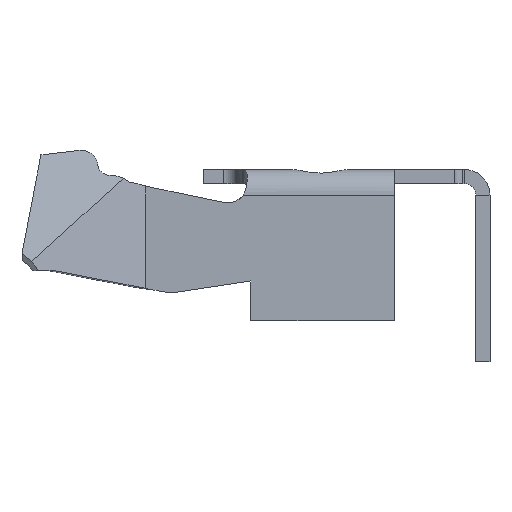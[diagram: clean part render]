
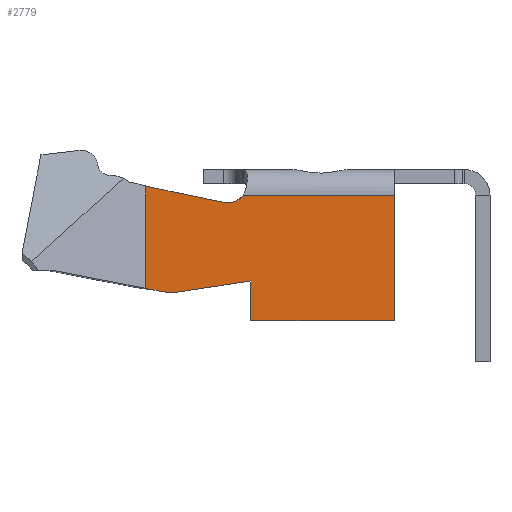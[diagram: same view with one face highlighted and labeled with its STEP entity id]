
A CAD part, front view. The second image highlights one B-rep face of the part: STEP entity #2779.
In plain terms, the highlighted planar face has unit normal (0, -1, 0).
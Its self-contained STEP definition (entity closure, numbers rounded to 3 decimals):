
#2686=AXIS2_PLACEMENT_3D('Plane Axis2P3D',#2683,#2684,#2685) ;
#2191=CARTESIAN_POINT('Vertex',(7.744,1.801,5.827)) ;
#2194=CARTESIAN_POINT('Line Origine',(11.611,1.801,5.827)) ;
#2198=CARTESIAN_POINT('Vertex',(13.038,1.801,5.827)) ;
#2683=CARTESIAN_POINT('Axis2P3D Location',(10.438,1.801,8.214)) ;
#2689=CARTESIAN_POINT('Control Point',(7.052,1.801,5.575)) ;
#2690=CARTESIAN_POINT('Control Point',(4.548,1.801,6.099)) ;
#2691=CARTESIAN_POINT('Vertex',(7.052,1.801,5.575)) ;
#2693=CARTESIAN_POINT('Vertex',(4.548,1.801,6.099)) ;
#2697=CARTESIAN_POINT('Control Point',(4.548,1.801,6.099)) ;
#2698=CARTESIAN_POINT('Control Point',(4.477,1.801,6.117)) ;
#2699=CARTESIAN_POINT('Control Point',(4.406,1.801,6.134)) ;
#2700=CARTESIAN_POINT('Control Point',(4.333,1.801,6.151)) ;
#2701=CARTESIAN_POINT('Vertex',(4.333,1.801,6.151)) ;
#2704=CARTESIAN_POINT('Line Origine',(4.333,1.801,4.82)) ;
#2708=CARTESIAN_POINT('Vertex',(4.333,1.801,2.561)) ;
#2712=CARTESIAN_POINT('Control Point',(4.548,1.801,2.517)) ;
#2713=CARTESIAN_POINT('Control Point',(4.477,1.801,2.532)) ;
#2714=CARTESIAN_POINT('Control Point',(4.406,1.801,2.546)) ;
#2715=CARTESIAN_POINT('Control Point',(4.333,1.801,2.561)) ;
#2716=CARTESIAN_POINT('Vertex',(4.548,1.801,2.517)) ;
#2720=CARTESIAN_POINT('Control Point',(4.548,1.801,2.517)) ;
#2721=CARTESIAN_POINT('Control Point',(5.055,1.801,2.428)) ;
#2722=CARTESIAN_POINT('Vertex',(5.055,1.801,2.428)) ;
#2726=CARTESIAN_POINT('Control Point',(5.055,1.801,2.428)) ;
#2727=CARTESIAN_POINT('Control Point',(5.162,1.801,2.409)) ;
#2728=CARTESIAN_POINT('Control Point',(5.272,1.801,2.408)) ;
#2729=CARTESIAN_POINT('Control Point',(5.379,1.801,2.424)) ;
#2730=CARTESIAN_POINT('Vertex',(5.379,1.801,2.424)) ;
#2734=CARTESIAN_POINT('Control Point',(5.379,1.801,2.424)) ;
#2735=CARTESIAN_POINT('Control Point',(8.013,1.801,2.823)) ;
#2736=CARTESIAN_POINT('Vertex',(8.013,1.801,2.823)) ;
#2739=CARTESIAN_POINT('Line Origine',(8.013,1.801,4.82)) ;
#2743=CARTESIAN_POINT('Vertex',(8.013,1.801,1.427)) ;
#2746=CARTESIAN_POINT('Line Origine',(7.581,1.801,1.427)) ;
#2750=CARTESIAN_POINT('Vertex',(13.038,1.801,1.427)) ;
#2753=CARTESIAN_POINT('Line Origine',(13.038,1.801,4.82)) ;
#2759=CARTESIAN_POINT('Control Point',(7.052,1.801,5.575)) ;
#2760=CARTESIAN_POINT('Control Point',(7.241,1.801,5.536)) ;
#2761=CARTESIAN_POINT('Control Point',(7.447,1.801,5.566)) ;
#2762=CARTESIAN_POINT('Control Point',(7.624,1.801,5.674)) ;
#2763=CARTESIAN_POINT('Control Point',(7.744,1.801,5.827)) ;
#2195=DIRECTION('Vector Direction',(1.,0.,0.)) ;
#2684=DIRECTION('Axis2P3D Direction',(0.,-1.,0.)) ;
#2685=DIRECTION('Axis2P3D XDirection',(0.,0.,1.)) ;
#2705=DIRECTION('Vector Direction',(0.,0.,1.)) ;
#2740=DIRECTION('Vector Direction',(0.,0.,1.)) ;
#2747=DIRECTION('Vector Direction',(-1.,0.,0.)) ;
#2754=DIRECTION('Vector Direction',(0.,0.,1.)) ;
#2196=VECTOR('Line Direction',#2195,1.) ;
#2706=VECTOR('Line Direction',#2705,1.) ;
#2741=VECTOR('Line Direction',#2740,1.) ;
#2748=VECTOR('Line Direction',#2747,1.) ;
#2755=VECTOR('Line Direction',#2754,1.) ;
#2766=ORIENTED_EDGE('',*,*,#2695,.T.) ;
#2767=ORIENTED_EDGE('',*,*,#2703,.T.) ;
#2768=ORIENTED_EDGE('',*,*,#2710,.F.) ;
#2769=ORIENTED_EDGE('',*,*,#2718,.F.) ;
#2770=ORIENTED_EDGE('',*,*,#2724,.T.) ;
#2771=ORIENTED_EDGE('',*,*,#2732,.T.) ;
#2772=ORIENTED_EDGE('',*,*,#2738,.T.) ;
#2773=ORIENTED_EDGE('',*,*,#2745,.T.) ;
#2774=ORIENTED_EDGE('',*,*,#2752,.T.) ;
#2775=ORIENTED_EDGE('',*,*,#2757,.T.) ;
#2776=ORIENTED_EDGE('',*,*,#2200,.F.) ;
#2777=ORIENTED_EDGE('',*,*,#2764,.F.) ;
#2779=ADVANCED_FACE('Hauptk\X2\00F6\X0\rper',(#2778),#2687,.T.) ;
#2688=B_SPLINE_CURVE_WITH_KNOTS('',1,(#2689,#2690),.UNSPECIFIED.,.F.,.U.,(2,2),(-1.389,1.169),.UNSPECIFIED.) ;
#2696=B_SPLINE_CURVE_WITH_KNOTS('',3,(#2697,#2698,#2699,#2700),.UNSPECIFIED.,.F.,.U.,(4,4),(5.567,5.904),.UNSPECIFIED.) ;
#2711=B_SPLINE_CURVE_WITH_KNOTS('',3,(#2712,#2713,#2714,#2715),.UNSPECIFIED.,.F.,.U.,(4,4),(5.735,6.069),.UNSPECIFIED.) ;
#2719=B_SPLINE_CURVE_WITH_KNOTS('',1,(#2720,#2721),.UNSPECIFIED.,.F.,.U.,(2,2),(-0.148,0.367),.UNSPECIFIED.) ;
#2725=B_SPLINE_CURVE_WITH_KNOTS('',3,(#2726,#2727,#2728,#2729),.UNSPECIFIED.,.F.,.U.,(4,4),(2.967,3.292),.UNSPECIFIED.) ;
#2733=B_SPLINE_CURVE_WITH_KNOTS('',1,(#2734,#2735),.UNSPECIFIED.,.F.,.U.,(2,2),(-1.434,1.231),.UNSPECIFIED.) ;
#2758=B_SPLINE_CURVE_WITH_KNOTS('',4,(#2759,#2760,#2761,#2762,#2763),.UNSPECIFIED.,.F.,.U.,(5,5),(2.055,2.831),.UNSPECIFIED.) ;
#2200=EDGE_CURVE('',#2192,#2199,#2197,.T.) ;
#2695=EDGE_CURVE('',#2692,#2694,#2688,.T.) ;
#2703=EDGE_CURVE('',#2694,#2702,#2696,.T.) ;
#2710=EDGE_CURVE('',#2709,#2702,#2707,.T.) ;
#2718=EDGE_CURVE('',#2717,#2709,#2711,.T.) ;
#2724=EDGE_CURVE('',#2717,#2723,#2719,.T.) ;
#2732=EDGE_CURVE('',#2723,#2731,#2725,.T.) ;
#2738=EDGE_CURVE('',#2731,#2737,#2733,.T.) ;
#2745=EDGE_CURVE('',#2737,#2744,#2742,.F.) ;
#2752=EDGE_CURVE('',#2744,#2751,#2749,.F.) ;
#2757=EDGE_CURVE('',#2751,#2199,#2756,.T.) ;
#2764=EDGE_CURVE('',#2692,#2192,#2758,.T.) ;
#2765=EDGE_LOOP('',(#2766,#2767,#2768,#2769,#2770,#2771,#2772,#2773,#2774,#2775,#2776,#2777)) ;
#2778=FACE_OUTER_BOUND('',#2765,.T.) ;
#2197=LINE('Line',#2194,#2196) ;
#2707=LINE('Line',#2704,#2706) ;
#2742=LINE('Line',#2739,#2741) ;
#2749=LINE('Line',#2746,#2748) ;
#2756=LINE('Line',#2753,#2755) ;
#2687=PLANE('',#2686) ;
#2192=VERTEX_POINT('',#2191) ;
#2199=VERTEX_POINT('',#2198) ;
#2692=VERTEX_POINT('',#2691) ;
#2694=VERTEX_POINT('',#2693) ;
#2702=VERTEX_POINT('',#2701) ;
#2709=VERTEX_POINT('',#2708) ;
#2717=VERTEX_POINT('',#2716) ;
#2723=VERTEX_POINT('',#2722) ;
#2731=VERTEX_POINT('',#2730) ;
#2737=VERTEX_POINT('',#2736) ;
#2744=VERTEX_POINT('',#2743) ;
#2751=VERTEX_POINT('',#2750) ;
